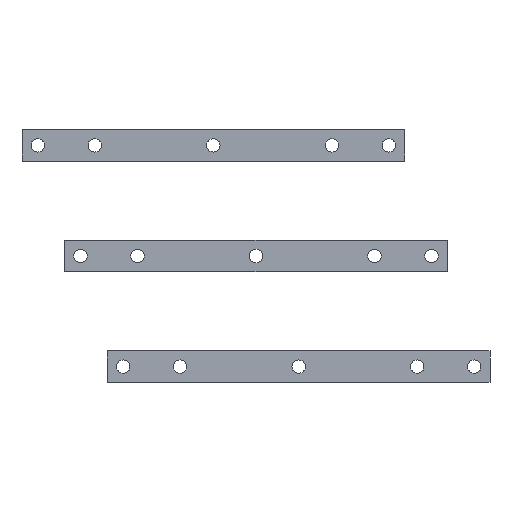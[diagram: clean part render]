
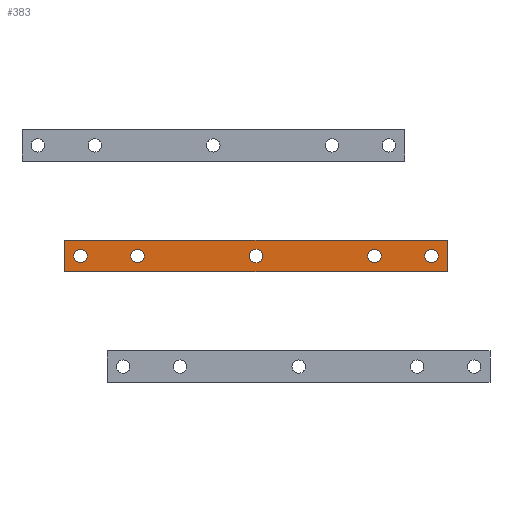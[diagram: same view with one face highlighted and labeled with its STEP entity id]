
A CAD part, top view. The second image highlights one B-rep face of the part: STEP entity #383.
In plain terms, the highlighted planar face has unit normal (0, 0, 1).
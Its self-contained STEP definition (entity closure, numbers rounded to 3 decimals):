
#4 = VERTEX_POINT ( 'NONE', #255 ) ;
#8 = ORIENTED_EDGE ( 'NONE', *, *, #41, .T. ) ;
#10 = CIRCLE ( 'NONE', #952, 4.25 ) ;
#30 = AXIS2_PLACEMENT_3D ( 'NONE', #970, #1490, #104 ) ;
#35 = CARTESIAN_POINT ( 'NONE',  ( 142.25, -70., 0. ) ) ;
#37 = VERTEX_POINT ( 'NONE', #856 ) ;
#41 = EDGE_CURVE ( 'NONE', #332, #70, #1416, .T. ) ;
#44 = ORIENTED_EDGE ( 'NONE', *, *, #498, .F. ) ;
#59 = AXIS2_PLACEMENT_3D ( 'NONE', #1109, #1112, #1096 ) ;
#69 = CIRCLE ( 'NONE', #59, 4.25 ) ;
#70 = VERTEX_POINT ( 'NONE', #851 ) ;
#74 = EDGE_CURVE ( 'NONE', #70, #395, #696, .T. ) ;
#80 = ORIENTED_EDGE ( 'NONE', *, *, #1046, .F. ) ;
#82 = EDGE_LOOP ( 'NONE', ( #1546, #80 ) ) ;
#84 = ORIENTED_EDGE ( 'NONE', *, *, #1056, .F. ) ;
#104 = DIRECTION ( 'NONE',  ( 1., 0., 0. ) ) ;
#107 = CARTESIAN_POINT ( 'NONE',  ( 27., -70., 0. ) ) ;
#124 = LINE ( 'NONE', #551, #773 ) ;
#131 = CARTESIAN_POINT ( 'NONE',  ( 27., -70., 0. ) ) ;
#144 = CARTESIAN_POINT ( 'NONE',  ( 106.25, -70., 0. ) ) ;
#151 = VERTEX_POINT ( 'NONE', #767 ) ;
#152 = AXIS2_PLACEMENT_3D ( 'NONE', #883, #1261, #1255 ) ;
#157 = CARTESIAN_POINT ( 'NONE',  ( 22.75, -70., 0. ) ) ;
#183 = EDGE_CURVE ( 'NONE', #4, #332, #124, .T. ) ;
#227 = EDGE_CURVE ( 'NONE', #1265, #1334, #1082, .T. ) ;
#244 = VERTEX_POINT ( 'NONE', #590 ) ;
#255 = CARTESIAN_POINT ( 'NONE',  ( 148., -60., 0. ) ) ;
#263 = VERTEX_POINT ( 'NONE', #602 ) ;
#273 = ORIENTED_EDGE ( 'NONE', *, *, #1451, .F. ) ;
#293 = VERTEX_POINT ( 'NONE', #638 ) ;
#294 = ORIENTED_EDGE ( 'NONE', *, *, #1373, .T. ) ;
#332 = VERTEX_POINT ( 'NONE', #657 ) ;
#333 = AXIS2_PLACEMENT_3D ( 'NONE', #1272, #1278, #1297 ) ;
#346 = VECTOR ( 'NONE', #822, 1000. ) ;
#364 = EDGE_LOOP ( 'NONE', ( #460, #906 ) ) ;
#383 = ADVANCED_FACE ( 'NONE', ( #438, #750, #1253, #1100, #798, #400 ), #1290, .T. ) ;
#391 = EDGE_CURVE ( 'NONE', #244, #151, #1349, .T. ) ;
#395 = VERTEX_POINT ( 'NONE', #1584 ) ;
#400 = FACE_OUTER_BOUND ( 'NONE', #847, .T. ) ;
#403 = EDGE_CURVE ( 'NONE', #1048, #1309, #667, .T. ) ;
#438 = FACE_BOUND ( 'NONE', #774, .T. ) ;
#460 = ORIENTED_EDGE ( 'NONE', *, *, #493, .F. ) ;
#493 = EDGE_CURVE ( 'NONE', #37, #293, #679, .T. ) ;
#498 = EDGE_CURVE ( 'NONE', #927, #263, #10, .T. ) ;
#543 = DIRECTION ( 'NONE',  ( 1., 0., 0. ) ) ;
#551 = CARTESIAN_POINT ( 'NONE',  ( -94., -60., 0. ) ) ;
#573 = VECTOR ( 'NONE', #1246, 1000. ) ;
#583 = CARTESIAN_POINT ( 'NONE',  ( 138., -70., 0. ) ) ;
#586 = DIRECTION ( 'NONE',  ( 0., 0., 1. ) ) ;
#589 = DIRECTION ( 'NONE',  ( 1., 0., 0. ) ) ;
#590 = CARTESIAN_POINT ( 'NONE',  ( -43.75, -70., 0. ) ) ;
#602 = CARTESIAN_POINT ( 'NONE',  ( 31.25, -70., 0. ) ) ;
#638 = CARTESIAN_POINT ( 'NONE',  ( -88.25, -70., 0. ) ) ;
#657 = CARTESIAN_POINT ( 'NONE',  ( -94., -60., 0. ) ) ;
#665 = DIRECTION ( 'NONE',  ( 0., 0., 1. ) ) ;
#667 = CIRCLE ( 'NONE', #746, 4.25 ) ;
#671 = ORIENTED_EDGE ( 'NONE', *, *, #391, .F. ) ;
#676 = ORIENTED_EDGE ( 'NONE', *, *, #183, .T. ) ;
#677 = AXIS2_PLACEMENT_3D ( 'NONE', #1360, #1060, #1106 ) ;
#679 = CIRCLE ( 'NONE', #1158, 4.25 ) ;
#689 = DIRECTION ( 'NONE',  ( 1., 0., 0. ) ) ;
#694 = AXIS2_PLACEMENT_3D ( 'NONE', #107, #665, #1316 ) ;
#695 = DIRECTION ( 'NONE',  ( 0., 0., 1. ) ) ;
#696 = LINE ( 'NONE', #752, #346 ) ;
#708 = DIRECTION ( 'NONE',  ( 0., 0., 1. ) ) ;
#746 = AXIS2_PLACEMENT_3D ( 'NONE', #1005, #1004, #689 ) ;
#750 = FACE_BOUND ( 'NONE', #82, .T. ) ;
#752 = CARTESIAN_POINT ( 'NONE',  ( -94., -80., 0. ) ) ;
#767 = CARTESIAN_POINT ( 'NONE',  ( -52.25, -70., 0. ) ) ;
#773 = VECTOR ( 'NONE', #1428, 1000. ) ;
#774 = EDGE_LOOP ( 'NONE', ( #273, #1105 ) ) ;
#798 = FACE_BOUND ( 'NONE', #364, .T. ) ;
#805 = ORIENTED_EDGE ( 'NONE', *, *, #74, .T. ) ;
#820 = CIRCLE ( 'NONE', #333, 4.25 ) ;
#822 = DIRECTION ( 'NONE',  ( 1., 0., 0. ) ) ;
#847 = EDGE_LOOP ( 'NONE', ( #294, #676, #8, #805 ) ) ;
#851 = CARTESIAN_POINT ( 'NONE',  ( -94., -80., 0. ) ) ;
#853 = LINE ( 'NONE', #1242, #573 ) ;
#854 = DIRECTION ( 'NONE',  ( 0., -1., 0. ) ) ;
#856 = CARTESIAN_POINT ( 'NONE',  ( -79.75, -70., 0. ) ) ;
#868 = CARTESIAN_POINT ( 'NONE',  ( -94., -60., 0. ) ) ;
#873 = CIRCLE ( 'NONE', #30, 4.25 ) ;
#883 = CARTESIAN_POINT ( 'NONE',  ( 138., -70., 0. ) ) ;
#887 = CARTESIAN_POINT ( 'NONE',  ( 27., -70., 0. ) ) ;
#902 = CARTESIAN_POINT ( 'NONE',  ( -84., -70., 0. ) ) ;
#906 = ORIENTED_EDGE ( 'NONE', *, *, #1498, .F. ) ;
#927 = VERTEX_POINT ( 'NONE', #157 ) ;
#952 = AXIS2_PLACEMENT_3D ( 'NONE', #887, #695, #1274 ) ;
#970 = CARTESIAN_POINT ( 'NONE',  ( -48., -70., 0. ) ) ;
#1004 = DIRECTION ( 'NONE',  ( 0., 0., 1. ) ) ;
#1005 = CARTESIAN_POINT ( 'NONE',  ( 102., -70., 0. ) ) ;
#1046 = EDGE_CURVE ( 'NONE', #1309, #1048, #69, .T. ) ;
#1048 = VERTEX_POINT ( 'NONE', #144 ) ;
#1056 = EDGE_CURVE ( 'NONE', #151, #244, #873, .T. ) ;
#1060 = DIRECTION ( 'NONE',  ( 0., 0., 1. ) ) ;
#1082 = CIRCLE ( 'NONE', #1597, 4.25 ) ;
#1086 = VECTOR ( 'NONE', #854, 1000. ) ;
#1096 = DIRECTION ( 'NONE',  ( 1., 0., 0. ) ) ;
#1100 = FACE_BOUND ( 'NONE', #1154, .T. ) ;
#1105 = ORIENTED_EDGE ( 'NONE', *, *, #227, .F. ) ;
#1106 = DIRECTION ( 'NONE',  ( 1., 0., 0. ) ) ;
#1109 = CARTESIAN_POINT ( 'NONE',  ( 102., -70., 0. ) ) ;
#1112 = DIRECTION ( 'NONE',  ( 0., 0., 1. ) ) ;
#1123 = EDGE_CURVE ( 'NONE', #263, #927, #1300, .T. ) ;
#1129 = CARTESIAN_POINT ( 'NONE',  ( 133.75, -70., 0. ) ) ;
#1154 = EDGE_LOOP ( 'NONE', ( #671, #84 ) ) ;
#1158 = AXIS2_PLACEMENT_3D ( 'NONE', #902, #708, #1398 ) ;
#1189 = AXIS2_PLACEMENT_3D ( 'NONE', #131, #1457, #543 ) ;
#1242 = CARTESIAN_POINT ( 'NONE',  ( 148., -60., 0. ) ) ;
#1246 = DIRECTION ( 'NONE',  ( 0., 1., 0. ) ) ;
#1253 = FACE_BOUND ( 'NONE', #1355, .T. ) ;
#1255 = DIRECTION ( 'NONE',  ( 1., 0., 0. ) ) ;
#1261 = DIRECTION ( 'NONE',  ( 0., 0., 1. ) ) ;
#1265 = VERTEX_POINT ( 'NONE', #1129 ) ;
#1272 = CARTESIAN_POINT ( 'NONE',  ( -84., -70., 0. ) ) ;
#1274 = DIRECTION ( 'NONE',  ( 1., 0., 0. ) ) ;
#1278 = DIRECTION ( 'NONE',  ( 0., 0., 1. ) ) ;
#1290 = PLANE ( 'NONE',  #694 ) ;
#1297 = DIRECTION ( 'NONE',  ( 1., 0., 0. ) ) ;
#1300 = CIRCLE ( 'NONE', #1189, 4.25 ) ;
#1309 = VERTEX_POINT ( 'NONE', #1485 ) ;
#1316 = DIRECTION ( 'NONE',  ( 1., 0., 0. ) ) ;
#1334 = VERTEX_POINT ( 'NONE', #35 ) ;
#1349 = CIRCLE ( 'NONE', #677, 4.25 ) ;
#1355 = EDGE_LOOP ( 'NONE', ( #1429, #44 ) ) ;
#1360 = CARTESIAN_POINT ( 'NONE',  ( -48., -70., 0. ) ) ;
#1373 = EDGE_CURVE ( 'NONE', #395, #4, #853, .T. ) ;
#1398 = DIRECTION ( 'NONE',  ( 1., 0., 0. ) ) ;
#1416 = LINE ( 'NONE', #868, #1086 ) ;
#1428 = DIRECTION ( 'NONE',  ( -1., 0., 0. ) ) ;
#1429 = ORIENTED_EDGE ( 'NONE', *, *, #1123, .F. ) ;
#1451 = EDGE_CURVE ( 'NONE', #1334, #1265, #1478, .T. ) ;
#1457 = DIRECTION ( 'NONE',  ( 0., 0., 1. ) ) ;
#1478 = CIRCLE ( 'NONE', #152, 4.25 ) ;
#1485 = CARTESIAN_POINT ( 'NONE',  ( 97.75, -70., 0. ) ) ;
#1490 = DIRECTION ( 'NONE',  ( 0., 0., 1. ) ) ;
#1498 = EDGE_CURVE ( 'NONE', #293, #37, #820, .T. ) ;
#1546 = ORIENTED_EDGE ( 'NONE', *, *, #403, .F. ) ;
#1584 = CARTESIAN_POINT ( 'NONE',  ( 148., -80., 0. ) ) ;
#1597 = AXIS2_PLACEMENT_3D ( 'NONE', #583, #586, #589 ) ;
